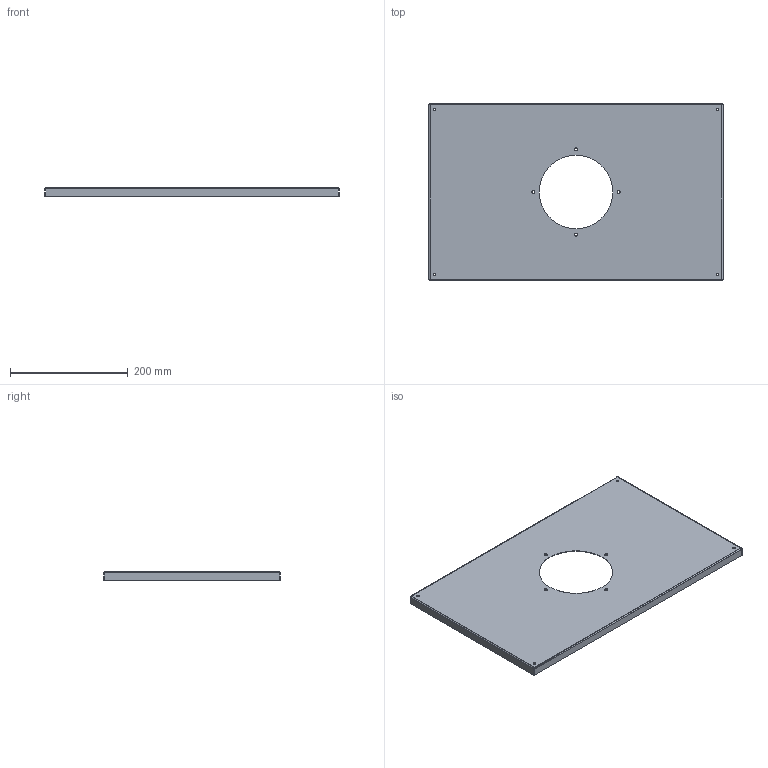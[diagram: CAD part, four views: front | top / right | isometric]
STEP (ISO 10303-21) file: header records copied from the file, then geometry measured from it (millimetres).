
FILE_DESCRIPTION(/* description */ ('STEP AP214'),/* implementation_level */ '2;1');
FILE_NAME(/* name */ '68c9a0ac2d0e5ef69afcf88c',/* time_stamp */ '2025-09-16T17:38:53Z',/* author */ (''),/* organization */ (''),/* preprocessor_version */ 'ST-DEVELOPER v20',/* originating_system */ 'ONSHAPE BY PTC INC, 1.203',/* authorisation */ ' ');
FILE_SCHEMA (('AUTOMOTIVE_DESIGN {1 0 10303 214 3 1 1}'));
Length unit declared in the file: metre
Products named in the file (1): Part 1
Bounding box: 500 x 300 x 15 mm (x, y, z)
Volume: 158817.6 mm3; surface area: 319863.2 mm2
Topology: 1 solids, 1 shells, 55 faces, 129 edges, 76 vertices
Faces by surface type: plane 38, cylinder 17
Full cylindrical faces by diameter (mm): 4.2 x4, 5 x4, 125 x1
Entity records: 1540 total; most frequent: DIRECTION 264, CARTESIAN_POINT 248, ORIENTED_EDGE 236, EDGE_CURVE 118, AXIS2_PLACEMENT_3D 90, LINE 84, VECTOR 84, EDGE_LOOP 82
